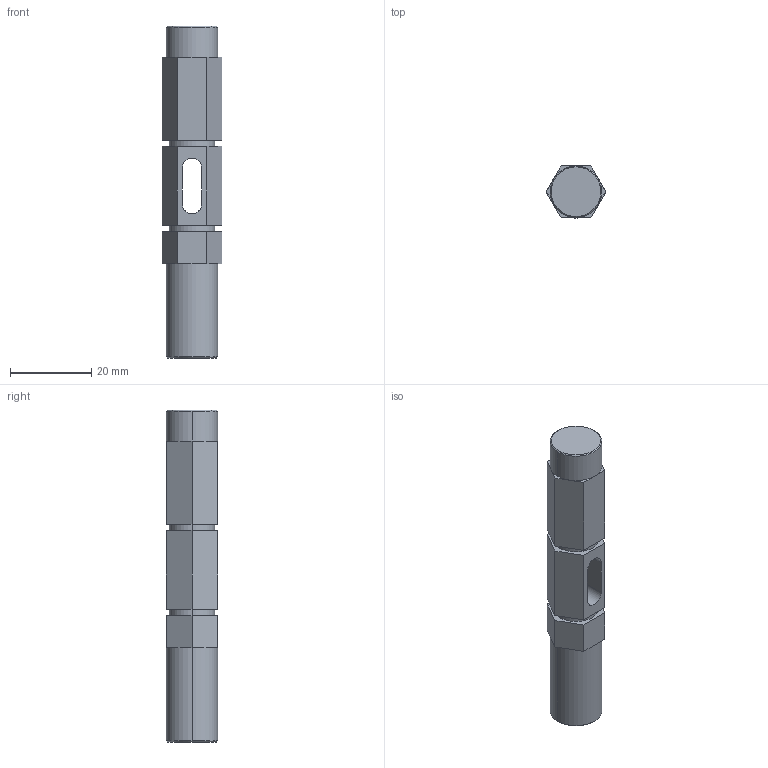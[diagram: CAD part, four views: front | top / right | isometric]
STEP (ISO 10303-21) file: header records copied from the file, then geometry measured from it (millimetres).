
FILE_DESCRIPTION (( 'STEP AP214' ), '1' );
FILE_NAME ('am-3519 3 Stage Evo Shifter Shifting Shaft.STEP', '2021-07-23T20:55:30', ( '' ), ( '' ), 'SwSTEP 2.0', 'SolidWorks 2021', '' );
FILE_SCHEMA (( 'AUTOMOTIVE_DESIGN' ));
Length unit declared in the file: inch
Products named in the file (1): am-3519 3 Stage Evo Shifter Shifting Shaft
Bounding box: 14.66 x 12.7 x 81.52 mm (x, y, z)
Volume: 9118.2 mm3; surface area: 4829.8 mm2
Topology: 1 solids, 1 shells, 64 faces, 154 edges, 95 vertices
Faces by surface type: plane 40, cylinder 16, cone 8
Entity records: 1982 total; most frequent: CARTESIAN_POINT 430, DIRECTION 320, ORIENTED_EDGE 304, EDGE_CURVE 152, AXIS2_PLACEMENT_3D 109, LINE 102, VECTOR 102, VERTEX_POINT 95
